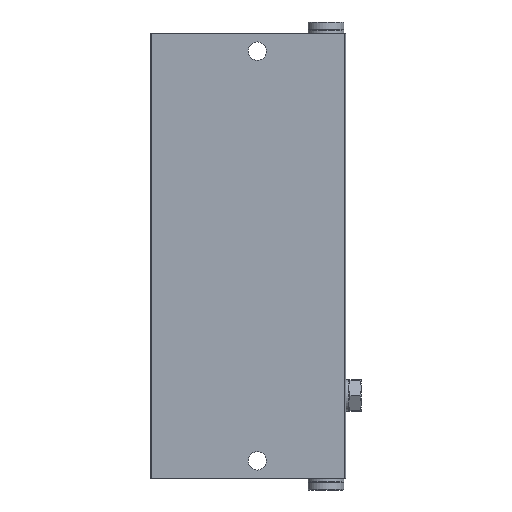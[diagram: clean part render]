
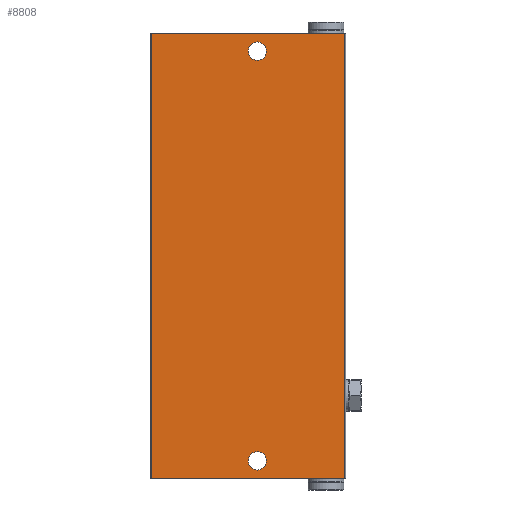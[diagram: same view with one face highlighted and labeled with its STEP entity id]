
A CAD part, front view. The second image highlights one B-rep face of the part: STEP entity #8808.
In plain terms, the highlighted planar face has unit normal (0, -1, 0).
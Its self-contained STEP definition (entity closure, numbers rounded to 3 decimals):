
#53=PLANE('',#9885);
#343=LINE('',#15118,#886);
#344=LINE('',#15124,#887);
#345=LINE('',#15126,#888);
#346=LINE('',#15128,#889);
#886=VECTOR('',#11014,1000.);
#887=VECTOR('',#11021,1000.);
#888=VECTOR('',#11022,1000.);
#889=VECTOR('',#11023,1000.);
#1656=CIRCLE('',#9886,2.05);
#1657=CIRCLE('',#9887,2.05);
#2258=ORIENTED_EDGE('',*,*,#4528,.F.);
#2259=ORIENTED_EDGE('',*,*,#4529,.F.);
#2260=ORIENTED_EDGE('',*,*,#4530,.F.);
#2261=ORIENTED_EDGE('',*,*,#4527,.F.);
#2262=ORIENTED_EDGE('',*,*,#4531,.T.);
#2263=ORIENTED_EDGE('',*,*,#4532,.T.);
#4527=EDGE_CURVE('',#5669,#5668,#343,.T.);
#4528=EDGE_CURVE('',#5670,#5670,#1656,.T.);
#4529=EDGE_CURVE('',#5671,#5671,#1657,.T.);
#4530=EDGE_CURVE('',#5668,#5672,#344,.T.);
#4531=EDGE_CURVE('',#5669,#5673,#345,.T.);
#4532=EDGE_CURVE('',#5673,#5672,#346,.T.);
#5668=VERTEX_POINT('',#15115);
#5669=VERTEX_POINT('',#15117);
#5670=VERTEX_POINT('',#15121);
#5671=VERTEX_POINT('',#15123);
#5672=VERTEX_POINT('',#15125);
#5673=VERTEX_POINT('',#15127);
#6681=EDGE_LOOP('',(#2258));
#6682=EDGE_LOOP('',(#2259));
#6683=EDGE_LOOP('',(#2260,#2261,#2262,#2263));
#7680=FACE_BOUND('',#6681,.T.);
#7681=FACE_BOUND('',#6682,.T.);
#7682=FACE_BOUND('',#6683,.T.);
#8808=ADVANCED_FACE('',(#7680,#7681,#7682),#53,.T.);
#9885=AXIS2_PLACEMENT_3D('',#15119,#11015,#11016);
#9886=AXIS2_PLACEMENT_3D('',#15120,#11017,#11018);
#9887=AXIS2_PLACEMENT_3D('',#15122,#11019,#11020);
#11014=DIRECTION('',(0.,0.,1.));
#11015=DIRECTION('',(0.,-1.,0.));
#11016=DIRECTION('',(0.,0.,-1.));
#11017=DIRECTION('',(0.,-1.,0.));
#11018=DIRECTION('',(0.,0.,-1.));
#11019=DIRECTION('',(0.,-1.,0.));
#11020=DIRECTION('',(0.,0.,-1.));
#11021=DIRECTION('',(1.,0.,0.));
#11022=DIRECTION('',(1.,0.,0.));
#11023=DIRECTION('',(0.,0.,1.));
#15115=CARTESIAN_POINT('',(-24.65,0.,0.));
#15117=CARTESIAN_POINT('',(-24.65,0.,-99.5));
#15118=CARTESIAN_POINT('',(-24.65,0.,-99.5));
#15119=CARTESIAN_POINT('',(-24.65,0.,-99.5));
#15120=CARTESIAN_POINT('',(-5.15,0.,-95.5));
#15121=CARTESIAN_POINT('',(-5.15,0.,-97.55));
#15122=CARTESIAN_POINT('',(-5.15,0.,-4.));
#15123=CARTESIAN_POINT('',(-5.15,0.,-6.05));
#15124=CARTESIAN_POINT('',(-24.65,0.,0.));
#15125=CARTESIAN_POINT('',(18.45,0.,0.));
#15126=CARTESIAN_POINT('',(-24.65,0.,-99.5));
#15127=CARTESIAN_POINT('',(18.45,0.,-99.5));
#15128=CARTESIAN_POINT('',(18.45,0.,-99.5));
